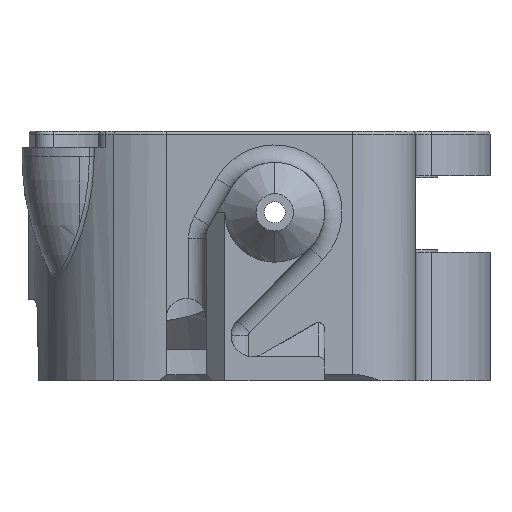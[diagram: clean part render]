
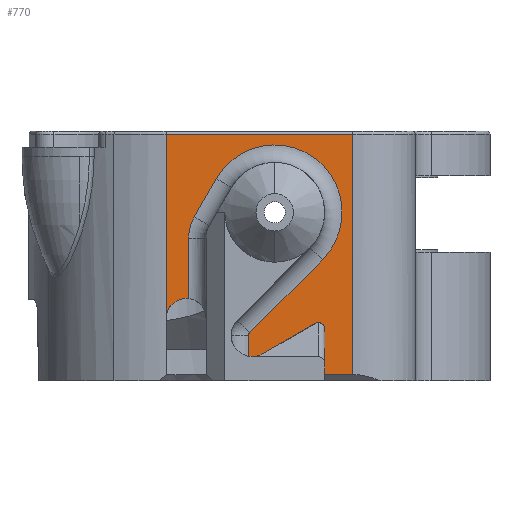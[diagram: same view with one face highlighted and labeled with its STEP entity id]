
A CAD part, front view. The second image highlights one B-rep face of the part: STEP entity #770.
In plain terms, the highlighted planar face has unit normal (0, -1, 0).
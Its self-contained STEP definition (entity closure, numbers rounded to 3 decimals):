
#471 = DIRECTION ( 'NONE',  ( -0.707, 0., -0.707 ) ) ;
#472 = CARTESIAN_POINT ( 'NONE',  ( 3.65, -16.35, -13.5 ) ) ;
#476 = CARTESIAN_POINT ( 'NONE',  ( 17., -16.35, -13. ) ) ;
#477 = CARTESIAN_POINT ( 'NONE',  ( 3.738, -16.35, -9.649 ) ) ;
#478 = DIRECTION ( 'NONE',  ( 1., 0., 0. ) ) ;
#479 = DIRECTION ( 'NONE',  ( 0., 0., -1. ) ) ;
#480 = CARTESIAN_POINT ( 'NONE',  ( 6.701, -16.35, 12.446 ) ) ;
#481 = DIRECTION ( 'NONE',  ( 0.5, 0., 0.866 ) ) ;
#482 = CARTESIAN_POINT ( 'NONE',  ( 3.95, -16.35, -9.861 ) ) ;
#483 = DIRECTION ( 'NONE',  ( 0., -1., 0. ) ) ;
#484 = DIRECTION ( 'NONE',  ( -1., 0., 0. ) ) ;
#485 = CARTESIAN_POINT ( 'NONE',  ( -1.15, -16.35, -2.062 ) ) ;
#486 = DIRECTION ( 'NONE',  ( 0., 0., 1. ) ) ;
#487 = CARTESIAN_POINT ( 'NONE',  ( 5.75, -16.35, 0. ) ) ;
#488 = DIRECTION ( 'NONE',  ( 0., 1., 0. ) ) ;
#489 = DIRECTION ( 'NONE',  ( -1., 0., 0. ) ) ;
#490 = CARTESIAN_POINT ( 'NONE',  ( -2.95, -16.35, -8.5 ) ) ;
#491 = DIRECTION ( 'NONE',  ( 0., 0., 1. ) ) ;
#492 = CARTESIAN_POINT ( 'NONE',  ( 2.25, -16.35, -2.062 ) ) ;
#493 = DIRECTION ( 'NONE',  ( 0., 1., 0. ) ) ;
#494 = DIRECTION ( 'NONE',  ( -1., 0., 0. ) ) ;
#496 = CARTESIAN_POINT ( 'NONE',  ( -1.35, -16.35, -8.5 ) ) ;
#497 = DIRECTION ( 'NONE',  ( 0., 1., 0. ) ) ;
#498 = DIRECTION ( 'NONE',  ( 0., 0., -1. ) ) ;
#499 = CARTESIAN_POINT ( 'NONE',  ( -2.95, -16.35, -13. ) ) ;
#500 = DIRECTION ( 'NONE',  ( 0.707, 0., 0.707 ) ) ;
#501 = CARTESIAN_POINT ( 'NONE',  ( -2.957, -16.35, 6.5 ) ) ;
#502 = DIRECTION ( 'NONE',  ( 0., 0., -1. ) ) ;
#503 = CARTESIAN_POINT ( 'NONE',  ( -2.957, -16.35, 6.25 ) ) ;
#504 = DIRECTION ( 'NONE',  ( -1., 0., 0. ) ) ;
#505 = CARTESIAN_POINT ( 'NONE',  ( 12., -16.35, 6.5 ) ) ;
#506 = DIRECTION ( 'NONE',  ( 0., 0., 1. ) ) ;
#770 = ADVANCED_FACE ( 'NONE', ( #1826 ), #9539, .F. ) ;
#1386 = AXIS2_PLACEMENT_3D ( 'NONE', #9537, #9542, #9543 ) ;
#1564 = AXIS2_PLACEMENT_3D ( 'NONE', #482, #483, #484 ) ;
#1565 = AXIS2_PLACEMENT_3D ( 'NONE', #487, #488, #489 ) ;
#1566 = AXIS2_PLACEMENT_3D ( 'NONE', #492, #493, #494 ) ;
#1567 = AXIS2_PLACEMENT_3D ( 'NONE', #496, #497, #498 ) ;
#1672 = AXIS2_PLACEMENT_3D ( 'NONE', #5118, #5119, #5120 ) ;
#1826 = FACE_OUTER_BOUND ( 'NONE', #8412, .T. ) ;
#2338 = LINE ( 'NONE', #472, #2347 ) ;
#2343 = LINE ( 'NONE', #476, #2345 ) ;
#2345 = VECTOR ( 'NONE', #478, 1000. ) ;
#2346 = CIRCLE ( 'NONE', #1564, 0.3 ) ;
#2347 = VECTOR ( 'NONE', #479, 1000. ) ;
#2348 = LINE ( 'NONE', #477, #2350 ) ;
#2349 = CIRCLE ( 'NONE', #1565, 5.4 ) ;
#2350 = VECTOR ( 'NONE', #471, 1000. ) ;
#2351 = LINE ( 'NONE', #480, #2353 ) ;
#2352 = CIRCLE ( 'NONE', #1566, 3.4 ) ;
#2353 = VECTOR ( 'NONE', #481, 1000. ) ;
#2354 = LINE ( 'NONE', #485, #2356 ) ;
#2355 = CIRCLE ( 'NONE', #1567, 1.6 ) ;
#2356 = VECTOR ( 'NONE', #486, 1000. ) ;
#2357 = LINE ( 'NONE', #490, #2359 ) ;
#2358 = LINE ( 'NONE', #499, #3539 ) ;
#2359 = VECTOR ( 'NONE', #491, 1000. ) ;
#3539 = VECTOR ( 'NONE', #500, 1000. ) ;
#3540 = LINE ( 'NONE', #503, #3544 ) ;
#3541 = LINE ( 'NONE', #501, #3542 ) ;
#3542 = VECTOR ( 'NONE', #502, 1000. ) ;
#3543 = LINE ( 'NONE', #505, #3546 ) ;
#3544 = VECTOR ( 'NONE', #504, 1000. ) ;
#3546 = VECTOR ( 'NONE', #506, 1000. ) ;
#3928 = CIRCLE ( 'NONE', #1672, 1.6 ) ;
#5118 = CARTESIAN_POINT ( 'NONE',  ( -1.35, -16.35, -8.5 ) ) ;
#5119 = DIRECTION ( 'NONE',  ( 0., 1., 0. ) ) ;
#5120 = DIRECTION ( 'NONE',  ( 0., 0., -1. ) ) ;
#5770 = CARTESIAN_POINT ( 'NONE',  ( -1.15, -16.35, -6.913 ) ) ;
#5772 = CARTESIAN_POINT ( 'NONE',  ( -1.35, -16.35, -6.9 ) ) ;
#6089 = CARTESIAN_POINT ( 'NONE',  ( 12., -16.35, 6.25 ) ) ;
#6091 = CARTESIAN_POINT ( 'NONE',  ( 12., -16.35, -13. ) ) ;
#6106 = CARTESIAN_POINT ( 'NONE',  ( -1.15, -16.35, -2.062 ) ) ;
#6119 = CARTESIAN_POINT ( 'NONE',  ( -2.957, -16.35, 6.25 ) ) ;
#6121 = CARTESIAN_POINT ( 'NONE',  ( -2.957, -16.35, -13.007 ) ) ;
#6123 = CARTESIAN_POINT ( 'NONE',  ( -2.95, -16.35, -13. ) ) ;
#6124 = CARTESIAN_POINT ( 'NONE',  ( -2.95, -16.35, -8.5 ) ) ;
#6128 = CARTESIAN_POINT ( 'NONE',  ( -0.694, -16.35, -0.362 ) ) ;
#6129 = CARTESIAN_POINT ( 'NONE',  ( 1.073, -16.35, 2.7 ) ) ;
#6131 = CARTESIAN_POINT ( 'NONE',  ( 9.568, -16.35, -3.818 ) ) ;
#6133 = CARTESIAN_POINT ( 'NONE',  ( 3.738, -16.35, -9.649 ) ) ;
#6135 = CARTESIAN_POINT ( 'NONE',  ( 3.65, -16.35, -9.861 ) ) ;
#6136 = CARTESIAN_POINT ( 'NONE',  ( 3.65, -16.35, -13. ) ) ;
#7252 = EDGE_CURVE ( 'NONE', #8236, #8205, #2343, .T. ) ;
#7253 = EDGE_CURVE ( 'NONE', #8235, #8236, #2338, .T. ) ;
#7254 = EDGE_CURVE ( 'NONE', #8234, #8235, #2346, .T. ) ;
#7255 = EDGE_CURVE ( 'NONE', #8233, #8234, #2348, .T. ) ;
#7256 = EDGE_CURVE ( 'NONE', #8232, #8233, #2349, .T. ) ;
#7257 = EDGE_CURVE ( 'NONE', #8231, #8232, #2351, .T. ) ;
#7258 = EDGE_CURVE ( 'NONE', #8217, #8231, #2352, .T. ) ;
#7259 = EDGE_CURVE ( 'NONE', #7910, #8217, #2354, .T. ) ;
#7260 = EDGE_CURVE ( 'NONE', #8229, #7913, #2355, .T. ) ;
#7261 = EDGE_CURVE ( 'NONE', #8228, #8229, #2357, .T. ) ;
#7262 = EDGE_CURVE ( 'NONE', #8227, #8228, #2358, .T. ) ;
#7263 = EDGE_CURVE ( 'NONE', #8226, #8227, #3541, .T. ) ;
#7264 = EDGE_CURVE ( 'NONE', #8203, #8226, #3540, .T. ) ;
#7265 = EDGE_CURVE ( 'NONE', #8205, #8203, #3543, .T. ) ;
#7550 = EDGE_CURVE ( 'NONE', #7913, #7910, #3928, .T. ) ;
#7910 = VERTEX_POINT ( 'NONE', #5770 ) ;
#7913 = VERTEX_POINT ( 'NONE', #5772 ) ;
#8203 = VERTEX_POINT ( 'NONE', #6089 ) ;
#8205 = VERTEX_POINT ( 'NONE', #6091 ) ;
#8217 = VERTEX_POINT ( 'NONE', #6106 ) ;
#8226 = VERTEX_POINT ( 'NONE', #6119 ) ;
#8227 = VERTEX_POINT ( 'NONE', #6121 ) ;
#8228 = VERTEX_POINT ( 'NONE', #6123 ) ;
#8229 = VERTEX_POINT ( 'NONE', #6124 ) ;
#8231 = VERTEX_POINT ( 'NONE', #6128 ) ;
#8232 = VERTEX_POINT ( 'NONE', #6129 ) ;
#8233 = VERTEX_POINT ( 'NONE', #6131 ) ;
#8234 = VERTEX_POINT ( 'NONE', #6133 ) ;
#8235 = VERTEX_POINT ( 'NONE', #6135 ) ;
#8236 = VERTEX_POINT ( 'NONE', #6136 ) ;
#8412 = EDGE_LOOP ( 'NONE', ( #8855, #8854, #8853, #8852, #8851, #8850, #8849, #8848, #8847, #8846, #8845, #8844, #8843, #8842, #8841 ) ) ;
#8841 = ORIENTED_EDGE ( 'NONE', *, *, #7252, .T. ) ;
#8842 = ORIENTED_EDGE ( 'NONE', *, *, #7253, .T. ) ;
#8843 = ORIENTED_EDGE ( 'NONE', *, *, #7254, .T. ) ;
#8844 = ORIENTED_EDGE ( 'NONE', *, *, #7255, .T. ) ;
#8845 = ORIENTED_EDGE ( 'NONE', *, *, #7256, .T. ) ;
#8846 = ORIENTED_EDGE ( 'NONE', *, *, #7257, .T. ) ;
#8847 = ORIENTED_EDGE ( 'NONE', *, *, #7258, .T. ) ;
#8848 = ORIENTED_EDGE ( 'NONE', *, *, #7259, .T. ) ;
#8849 = ORIENTED_EDGE ( 'NONE', *, *, #7550, .T. ) ;
#8850 = ORIENTED_EDGE ( 'NONE', *, *, #7260, .T. ) ;
#8851 = ORIENTED_EDGE ( 'NONE', *, *, #7261, .T. ) ;
#8852 = ORIENTED_EDGE ( 'NONE', *, *, #7262, .T. ) ;
#8853 = ORIENTED_EDGE ( 'NONE', *, *, #7263, .T. ) ;
#8854 = ORIENTED_EDGE ( 'NONE', *, *, #7264, .T. ) ;
#8855 = ORIENTED_EDGE ( 'NONE', *, *, #7265, .T. ) ;
#9537 = CARTESIAN_POINT ( 'NONE',  ( 17., -16.35, 6.5 ) ) ;
#9539 = PLANE ( 'NONE',  #1386 ) ;
#9542 = DIRECTION ( 'NONE',  ( 0., 1., 0. ) ) ;
#9543 = DIRECTION ( 'NONE',  ( -1., 0., 0. ) ) ;
